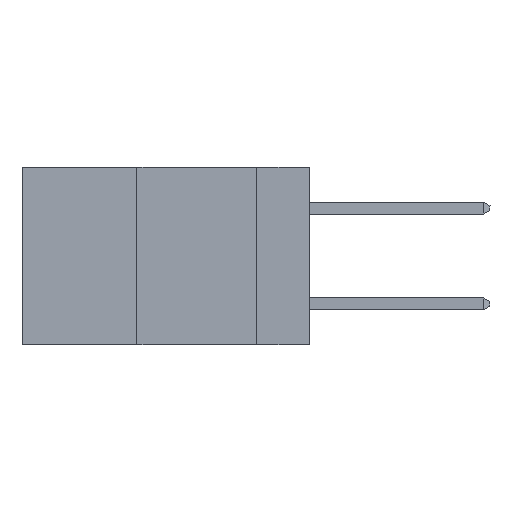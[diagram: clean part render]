
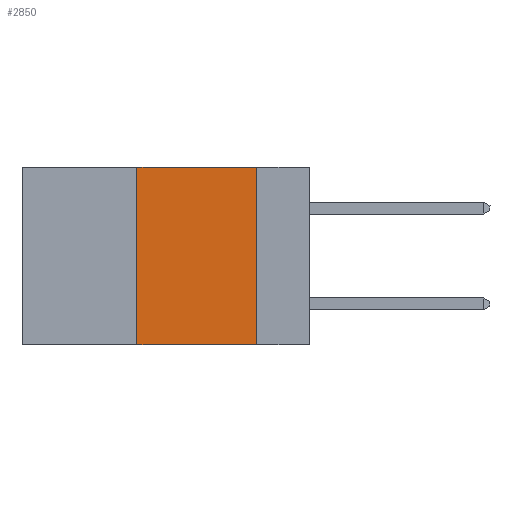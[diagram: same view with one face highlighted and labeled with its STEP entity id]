
A CAD part, left-side view. The second image highlights one B-rep face of the part: STEP entity #2850.
In plain terms, the highlighted planar face has unit normal (-1, 0, 0).
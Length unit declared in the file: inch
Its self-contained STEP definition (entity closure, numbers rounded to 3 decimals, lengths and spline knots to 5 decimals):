
#318 = VERTEX_POINT ( 'NONE', #9342 ) ;
#540 = CARTESIAN_POINT ( 'NONE',  ( 0., 0.36, -0.37 ) ) ;
#2850 = ADVANCED_FACE ( 'NONE', ( #12689 ), #14653, .F. ) ;
#3067 = EDGE_CURVE ( 'NONE', #10019, #318, #8011, .T. ) ;
#3077 = VECTOR ( 'NONE', #16841, 39.37008 ) ;
#3187 = DIRECTION ( 'NONE',  ( 0., -1., 0. ) ) ;
#3395 = ORIENTED_EDGE ( 'NONE', *, *, #3067, .F. ) ;
#3882 = ORIENTED_EDGE ( 'NONE', *, *, #11703, .T. ) ;
#5863 = VECTOR ( 'NONE', #3187, 39.37008 ) ;
#8011 = LINE ( 'NONE', #13485, #3077 ) ;
#8058 = DIRECTION ( 'NONE',  ( 1., 0., 0. ) ) ;
#9342 = CARTESIAN_POINT ( 'NONE',  ( 0., 0.11, -0.37 ) ) ;
#9459 = VECTOR ( 'NONE', #12730, 39.37008 ) ;
#9662 = EDGE_CURVE ( 'NONE', #11900, #10019, #10971, .T. ) ;
#10019 = VERTEX_POINT ( 'NONE', #15434 ) ;
#10971 = LINE ( 'NONE', #19490, #14351 ) ;
#11226 = DIRECTION ( 'NONE',  ( 0., -1., 0. ) ) ;
#11418 = EDGE_LOOP ( 'NONE', ( #3395, #15244, #21112, #3882 ) ) ;
#11703 = EDGE_CURVE ( 'NONE', #20178, #318, #14143, .T. ) ;
#11900 = VERTEX_POINT ( 'NONE', #15291 ) ;
#12275 = EDGE_CURVE ( 'NONE', #20178, #11900, #13333, .T. ) ;
#12689 = FACE_OUTER_BOUND ( 'NONE', #11418, .T. ) ;
#12730 = DIRECTION ( 'NONE',  ( 0., 0., 1. ) ) ;
#13333 = LINE ( 'NONE', #17676, #9459 ) ;
#13485 = CARTESIAN_POINT ( 'NONE',  ( 0., 0.11, 0. ) ) ;
#14100 = AXIS2_PLACEMENT_3D ( 'NONE', #18001, #8058, #19637 ) ;
#14143 = LINE ( 'NONE', #14794, #5863 ) ;
#14351 = VECTOR ( 'NONE', #11226, 39.37008 ) ;
#14653 = PLANE ( 'NONE',  #14100 ) ;
#14794 = CARTESIAN_POINT ( 'NONE',  ( 0., 0.6, -0.37 ) ) ;
#15244 = ORIENTED_EDGE ( 'NONE', *, *, #9662, .F. ) ;
#15291 = CARTESIAN_POINT ( 'NONE',  ( 0., 0.36, 0. ) ) ;
#15434 = CARTESIAN_POINT ( 'NONE',  ( 0., 0.11, 0. ) ) ;
#16841 = DIRECTION ( 'NONE',  ( 0., 0., -1. ) ) ;
#17676 = CARTESIAN_POINT ( 'NONE',  ( 0., 0.36, 0. ) ) ;
#18001 = CARTESIAN_POINT ( 'NONE',  ( 0., 0.6, 0. ) ) ;
#19490 = CARTESIAN_POINT ( 'NONE',  ( 0., 0.6, 0. ) ) ;
#19637 = DIRECTION ( 'NONE',  ( 0., 0., -1. ) ) ;
#20178 = VERTEX_POINT ( 'NONE', #540 ) ;
#21112 = ORIENTED_EDGE ( 'NONE', *, *, #12275, .F. ) ;
